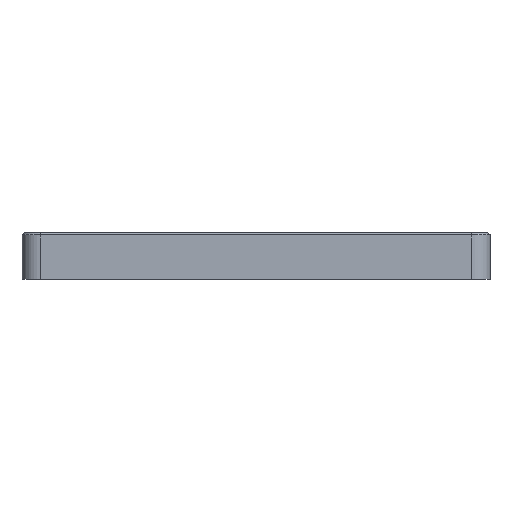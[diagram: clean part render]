
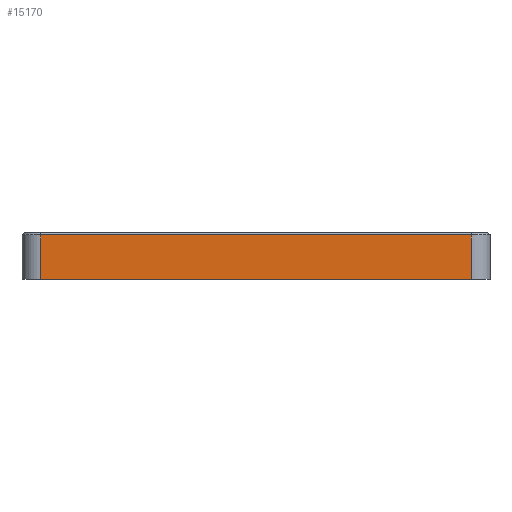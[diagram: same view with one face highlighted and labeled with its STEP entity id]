
A CAD part, left-side view. The second image highlights one B-rep face of the part: STEP entity #15170.
In plain terms, the highlighted planar face has unit normal (-1, 0, 0).
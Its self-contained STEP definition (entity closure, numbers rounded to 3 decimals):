
#281 = ORIENTED_EDGE ( 'NONE', *, *, #3304, .T. ) ;
#922 = PLANE ( 'NONE',  #4888 ) ;
#1013 = CARTESIAN_POINT ( 'NONE',  ( -1., 3., 10. ) ) ;
#1214 = VERTEX_POINT ( 'NONE', #16675 ) ;
#1684 = VERTEX_POINT ( 'NONE', #16276 ) ;
#2136 = CARTESIAN_POINT ( 'NONE',  ( -1., 95.2, 10. ) ) ;
#2640 = CARTESIAN_POINT ( 'NONE',  ( -1., -1., 0. ) ) ;
#2789 = VERTEX_POINT ( 'NONE', #4687 ) ;
#3304 = EDGE_CURVE ( 'NONE', #6850, #1684, #6157, .T. ) ;
#3311 = ORIENTED_EDGE ( 'NONE', *, *, #10660, .T. ) ;
#3375 = CARTESIAN_POINT ( 'NONE',  ( -1., -1., 9.5 ) ) ;
#4044 = DIRECTION ( 'NONE',  ( 0., 0., 1. ) ) ;
#4687 = CARTESIAN_POINT ( 'NONE',  ( -1., 3., 0. ) ) ;
#4791 = DIRECTION ( 'NONE',  ( 0., 1., 0. ) ) ;
#4888 = AXIS2_PLACEMENT_3D ( 'NONE', #7216, #18939, #11667 ) ;
#5586 = LINE ( 'NONE', #2640, #10178 ) ;
#6157 = LINE ( 'NONE', #3375, #10540 ) ;
#6850 = VERTEX_POINT ( 'NONE', #14654 ) ;
#7078 = FACE_OUTER_BOUND ( 'NONE', #9796, .T. ) ;
#7216 = CARTESIAN_POINT ( 'NONE',  ( -1., -1., 10. ) ) ;
#8489 = DIRECTION ( 'NONE',  ( 0., -1., 0. ) ) ;
#9561 = ORIENTED_EDGE ( 'NONE', *, *, #17221, .T. ) ;
#9796 = EDGE_LOOP ( 'NONE', ( #10900, #281, #9561, #3311 ) ) ;
#10178 = VECTOR ( 'NONE', #8489, 1000. ) ;
#10540 = VECTOR ( 'NONE', #4791, 1000. ) ;
#10660 = EDGE_CURVE ( 'NONE', #1214, #2789, #5586, .T. ) ;
#10900 = ORIENTED_EDGE ( 'NONE', *, *, #12843, .T. ) ;
#11187 = VECTOR ( 'NONE', #13760, 1000. ) ;
#11667 = DIRECTION ( 'NONE',  ( 0., 0., -1. ) ) ;
#12470 = VECTOR ( 'NONE', #4044, 1000. ) ;
#12843 = EDGE_CURVE ( 'NONE', #2789, #6850, #16375, .T. ) ;
#13760 = DIRECTION ( 'NONE',  ( 0., 0., -1. ) ) ;
#14654 = CARTESIAN_POINT ( 'NONE',  ( -1., 3., 9.5 ) ) ;
#15170 = ADVANCED_FACE ( 'NONE', ( #7078 ), #922, .F. ) ;
#16244 = LINE ( 'NONE', #2136, #11187 ) ;
#16276 = CARTESIAN_POINT ( 'NONE',  ( -1., 95.2, 9.5 ) ) ;
#16375 = LINE ( 'NONE', #1013, #12470 ) ;
#16675 = CARTESIAN_POINT ( 'NONE',  ( -1., 95.2, 0. ) ) ;
#17221 = EDGE_CURVE ( 'NONE', #1684, #1214, #16244, .T. ) ;
#18939 = DIRECTION ( 'NONE',  ( 1., 0., 0. ) ) ;
